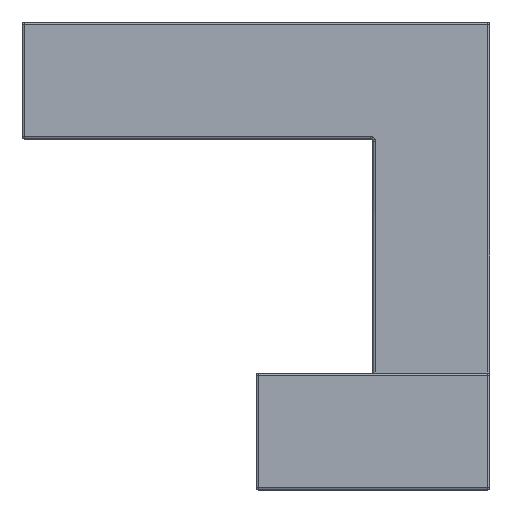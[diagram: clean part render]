
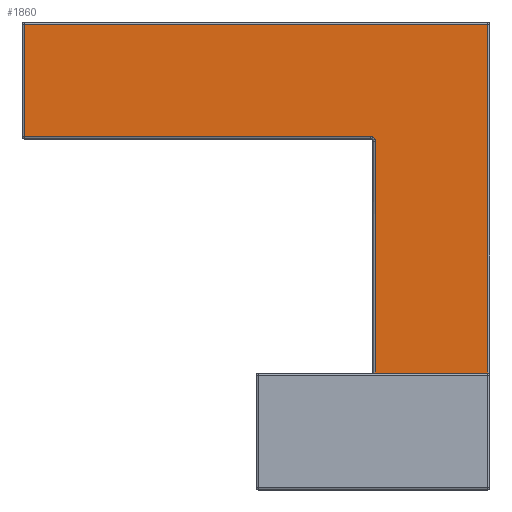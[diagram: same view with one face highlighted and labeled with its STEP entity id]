
A CAD part, left-side view. The second image highlights one B-rep face of the part: STEP entity #1860.
In plain terms, the highlighted planar face has unit normal (-1, 0, 0).
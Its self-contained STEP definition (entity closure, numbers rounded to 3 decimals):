
#64=PLANE('',#2137);
#155=LINE('',#3077,#321);
#158=LINE('',#3081,#324);
#164=LINE('',#3090,#330);
#167=LINE('',#3095,#333);
#170=LINE('',#3099,#336);
#172=LINE('',#3103,#338);
#321=VECTOR('',#2522,10.);
#324=VECTOR('',#2527,10.);
#330=VECTOR('',#2539,10.);
#333=VECTOR('',#2546,10.);
#336=VECTOR('',#2551,10.);
#338=VECTOR('',#2557,10.);
#567=FACE_OUTER_BOUND('',#688,.T.);
#688=EDGE_LOOP('',(#1621,#1622,#1623,#1624,#1625,#1626,#1627));
#732=CIRCLE('',#1979,0.4);
#808=VERTEX_POINT('',#2789);
#813=VERTEX_POINT('',#2799);
#814=VERTEX_POINT('',#2803);
#825=VERTEX_POINT('',#2827);
#826=VERTEX_POINT('',#2829);
#890=VERTEX_POINT('',#3056);
#893=VERTEX_POINT('',#3067);
#978=EDGE_CURVE('',#825,#826,#732,.T.);
#1107=EDGE_CURVE('',#893,#825,#155,.T.);
#1110=EDGE_CURVE('',#826,#813,#158,.T.);
#1116=EDGE_CURVE('',#814,#890,#164,.T.);
#1119=EDGE_CURVE('',#808,#814,#167,.T.);
#1122=EDGE_CURVE('',#813,#808,#170,.T.);
#1124=EDGE_CURVE('',#890,#893,#172,.T.);
#1621=ORIENTED_EDGE('',*,*,#1107,.F.);
#1622=ORIENTED_EDGE('',*,*,#1124,.F.);
#1623=ORIENTED_EDGE('',*,*,#1116,.F.);
#1624=ORIENTED_EDGE('',*,*,#1119,.F.);
#1625=ORIENTED_EDGE('',*,*,#1122,.F.);
#1626=ORIENTED_EDGE('',*,*,#1110,.F.);
#1627=ORIENTED_EDGE('',*,*,#978,.F.);
#1860=ADVANCED_FACE('',(#567),#64,.T.);
#1979=AXIS2_PLACEMENT_3D('',#2830,#2226,#2227);
#2137=AXIS2_PLACEMENT_3D('',#3197,#2657,#2658);
#2226=DIRECTION('center_axis',(-1.,0.,0.));
#2227=DIRECTION('ref_axis',(0.,-0.707,0.707));
#2522=DIRECTION('',(0.,0.,1.));
#2527=DIRECTION('',(0.,1.,0.));
#2539=DIRECTION('',(0.,0.,-1.));
#2546=DIRECTION('',(0.,-1.,0.));
#2551=DIRECTION('',(0.,0.,1.));
#2557=DIRECTION('',(0.,1.,0.));
#2657=DIRECTION('center_axis',(-1.,0.,0.));
#2658=DIRECTION('ref_axis',(0.,-1.,0.));
#2789=CARTESIAN_POINT('',(-5.,29.8,39.8));
#2799=CARTESIAN_POINT('',(-5.,29.8,30.2));
#2803=CARTESIAN_POINT('',(-5.,-9.8,39.8));
#2827=CARTESIAN_POINT('',(-5.,-0.2,29.8));
#2829=CARTESIAN_POINT('',(-5.,0.2,30.2));
#2830=CARTESIAN_POINT('Origin',(-5.,0.2,29.8));
#3056=CARTESIAN_POINT('',(-5.,-9.8,10.));
#3067=CARTESIAN_POINT('',(-5.,-0.2,10.));
#3077=CARTESIAN_POINT('',(-5.,-0.2,5.));
#3081=CARTESIAN_POINT('',(-5.,0.,30.2));
#3090=CARTESIAN_POINT('',(-5.,-9.8,5.));
#3095=CARTESIAN_POINT('',(-5.,-2.5,39.8));
#3099=CARTESIAN_POINT('',(-5.,29.8,22.5));
#3103=CARTESIAN_POINT('',(-5.,-0.671,10.));
#3197=CARTESIAN_POINT('Origin',(-5.,0.,10.));
